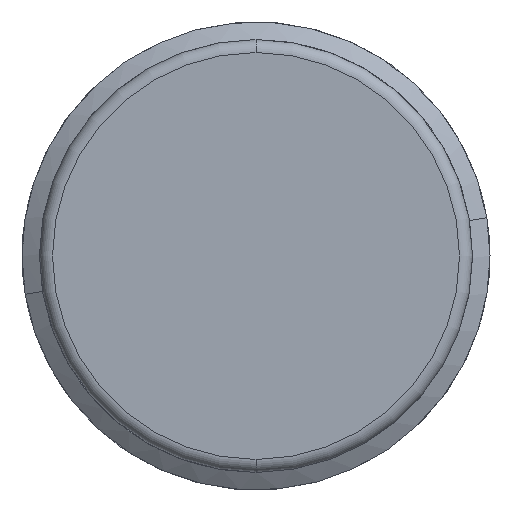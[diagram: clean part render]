
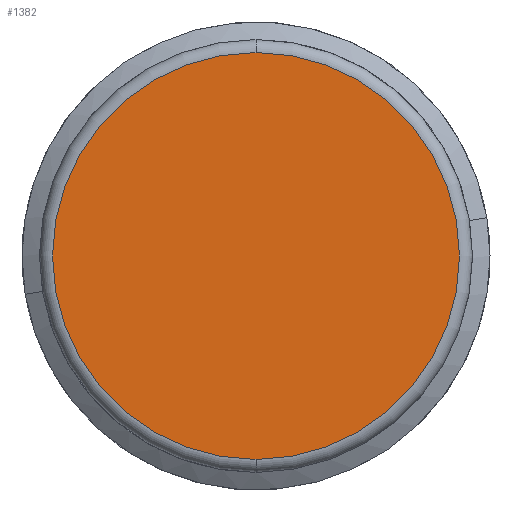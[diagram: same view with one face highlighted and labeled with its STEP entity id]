
A CAD part, left-side view. The second image highlights one B-rep face of the part: STEP entity #1382.
In plain terms, the highlighted planar face has unit normal (-1, 0, 0).
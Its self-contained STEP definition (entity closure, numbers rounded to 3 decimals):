
#12=CARTESIAN_POINT('',(-21.95,0.,2.408));
#13=DIRECTION('',(-1.,0.,0.));
#14=DIRECTION('',(0.,0.,1.));
#15=AXIS2_PLACEMENT_3D('',#12,#13,#14);
#17=CARTESIAN_POINT('',(-21.95,0.,2.408));
#18=DIRECTION('',(-1.,0.,0.));
#19=DIRECTION('',(0.,0.,-1.));
#20=AXIS2_PLACEMENT_3D('',#17,#18,#19);
#1140=CARTESIAN_POINT('',(-21.95,0.,-5.417));
#1142=VERTEX_POINT('',#1140);
#1145=CARTESIAN_POINT('',(-21.95,0.,10.233));
#1146=VERTEX_POINT('',#1145);
#1372=CARTESIAN_POINT('',(-21.95,0.,-5.558));
#1373=DIRECTION('',(1.,0.,0.));
#1374=DIRECTION('',(0.,1.,0.));
#1375=AXIS2_PLACEMENT_3D('',#1372,#1373,#1374);
#1376=PLANE('',#1375);
#1377=ORIENTED_EDGE('',*,*,#1361,.F.);
#1379=ORIENTED_EDGE('',*,*,#1378,.F.);
#1380=EDGE_LOOP('',(#1377,#1379));
#1381=FACE_OUTER_BOUND('',#1380,.F.);
#16=CIRCLE('',#15,7.825);
#21=CIRCLE('',#20,7.825);
#1361=EDGE_CURVE('',#1146,#1142,#16,.T.);
#1378=EDGE_CURVE('',#1142,#1146,#21,.T.);
#1382=ADVANCED_FACE('',(#1381),#1376,.F.);
